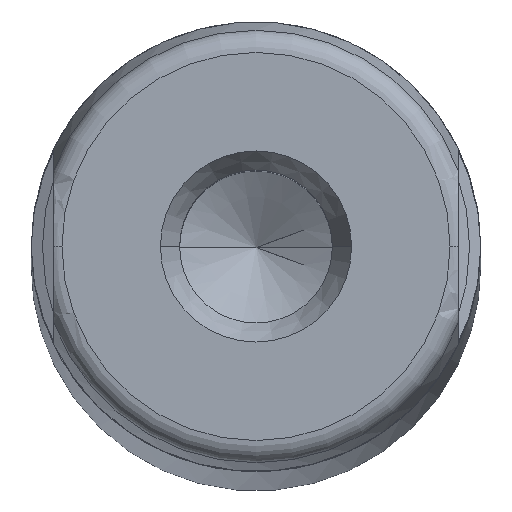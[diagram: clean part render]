
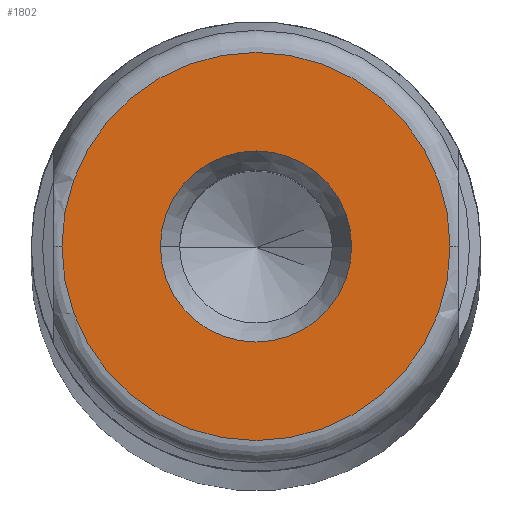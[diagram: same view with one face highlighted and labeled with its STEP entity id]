
A CAD part, top view. The second image highlights one B-rep face of the part: STEP entity #1802.
In plain terms, the highlighted planar face has unit normal (0, 0, 1).
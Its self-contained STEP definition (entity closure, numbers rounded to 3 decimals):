
#93 = AXIS2_PLACEMENT_3D ( 'NONE', #725, #1370, #879 ) ;
#200 = CARTESIAN_POINT ( 'NONE',  ( 0., 0., 0. ) ) ;
#297 = CARTESIAN_POINT ( 'NONE',  ( 4.25, 0., 0. ) ) ;
#333 = CARTESIAN_POINT ( 'NONE',  ( 0., 0., 0. ) ) ;
#335 = ORIENTED_EDGE ( 'NONE', *, *, #1493, .F. ) ;
#464 = DIRECTION ( 'NONE',  ( 1., 0., 0. ) ) ;
#485 = DIRECTION ( 'NONE',  ( 0., 0., 1. ) ) ;
#509 = EDGE_CURVE ( 'NONE', #1554, #2029, #1577, .T. ) ;
#664 = VERTEX_POINT ( 'NONE', #297 ) ;
#700 = AXIS2_PLACEMENT_3D ( 'NONE', #2159, #1805, #2010 ) ;
#703 = EDGE_LOOP ( 'NONE', ( #2123, #1383 ) ) ;
#704 = PLANE ( 'NONE',  #93 ) ;
#709 = EDGE_LOOP ( 'NONE', ( #946, #335 ) ) ;
#714 = VERTEX_POINT ( 'NONE', #2129 ) ;
#725 = CARTESIAN_POINT ( 'NONE',  ( 0., 0., 0. ) ) ;
#879 = DIRECTION ( 'NONE',  ( -1., 0., 0. ) ) ;
#896 = CIRCLE ( 'NONE', #1602, 8.632 ) ;
#946 = ORIENTED_EDGE ( 'NONE', *, *, #2115, .F. ) ;
#1039 = EDGE_CURVE ( 'NONE', #2029, #1554, #896, .T. ) ;
#1084 = AXIS2_PLACEMENT_3D ( 'NONE', #1825, #1667, #464 ) ;
#1327 = CARTESIAN_POINT ( 'NONE',  ( 8.632, 0., 0. ) ) ;
#1370 = DIRECTION ( 'NONE',  ( 0., 0., -1. ) ) ;
#1377 = DIRECTION ( 'NONE',  ( 1., 0., 0. ) ) ;
#1383 = ORIENTED_EDGE ( 'NONE', *, *, #1039, .T. ) ;
#1493 = EDGE_CURVE ( 'NONE', #714, #664, #1941, .T. ) ;
#1507 = FACE_OUTER_BOUND ( 'NONE', #703, .T. ) ;
#1509 = DIRECTION ( 'NONE',  ( 1., 0., 0. ) ) ;
#1533 = AXIS2_PLACEMENT_3D ( 'NONE', #200, #1945, #1377 ) ;
#1554 = VERTEX_POINT ( 'NONE', #1327 ) ;
#1577 = CIRCLE ( 'NONE', #1533, 8.632 ) ;
#1602 = AXIS2_PLACEMENT_3D ( 'NONE', #333, #485, #1509 ) ;
#1667 = DIRECTION ( 'NONE',  ( 0., 0., 1. ) ) ;
#1742 = FACE_BOUND ( 'NONE', #709, .T. ) ;
#1802 = ADVANCED_FACE ( 'NONE', ( #1742, #1507 ), #704, .F. ) ;
#1805 = DIRECTION ( 'NONE',  ( 0., 0., 1. ) ) ;
#1825 = CARTESIAN_POINT ( 'NONE',  ( 0., 0., 0. ) ) ;
#1845 = CIRCLE ( 'NONE', #700, 4.25 ) ;
#1928 = CARTESIAN_POINT ( 'NONE',  ( -8.632, 0., 0. ) ) ;
#1941 = CIRCLE ( 'NONE', #1084, 4.25 ) ;
#1945 = DIRECTION ( 'NONE',  ( 0., 0., 1. ) ) ;
#2010 = DIRECTION ( 'NONE',  ( 1., 0., 0. ) ) ;
#2029 = VERTEX_POINT ( 'NONE', #1928 ) ;
#2115 = EDGE_CURVE ( 'NONE', #664, #714, #1845, .T. ) ;
#2123 = ORIENTED_EDGE ( 'NONE', *, *, #509, .T. ) ;
#2129 = CARTESIAN_POINT ( 'NONE',  ( -4.25, 0., 0. ) ) ;
#2159 = CARTESIAN_POINT ( 'NONE',  ( 0., 0., 0. ) ) ;
